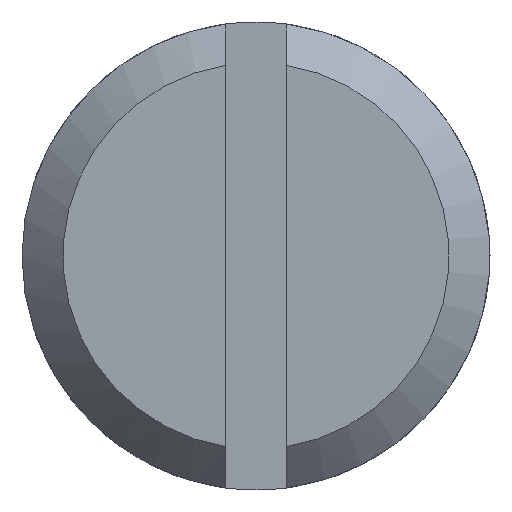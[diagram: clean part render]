
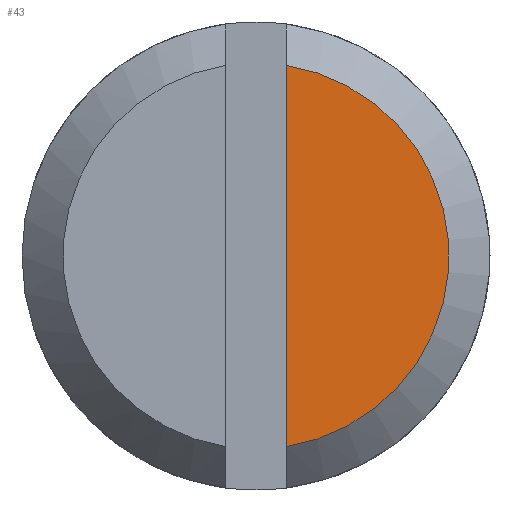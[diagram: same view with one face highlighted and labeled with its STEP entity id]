
A CAD part, left-side view. The second image highlights one B-rep face of the part: STEP entity #43.
In plain terms, the highlighted planar face has unit normal (-1, 0, 0).
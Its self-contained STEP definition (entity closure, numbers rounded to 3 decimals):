
#43 = ADVANCED_FACE( '', ( #91 ), #92, .F. );
#91 = FACE_OUTER_BOUND( '', #143, .T. );
#92 = PLANE( '', #144 );
#143 = EDGE_LOOP( '', ( #205, #206 ) );
#144 = AXIS2_PLACEMENT_3D( '', #207, #208, #209 );
#205 = ORIENTED_EDGE( '', *, *, #294, .F. );
#206 = ORIENTED_EDGE( '', *, *, #295, .F. );
#207 = CARTESIAN_POINT( '', ( 0., 0., 0. ) );
#208 = DIRECTION( '', ( 1., 0., 0. ) );
#209 = DIRECTION( '', ( 0., 1., 0. ) );
#294 = EDGE_CURVE( '', #344, #345, #346, .T. );
#295 = EDGE_CURVE( '', #345, #344, #347, .T. );
#344 = VERTEX_POINT( '', #407 );
#345 = VERTEX_POINT( '', #408 );
#346 = CIRCLE( '', #409, 5.773 );
#347 = LINE( '', #410, #411 );
#407 = CARTESIAN_POINT( '', ( 0., -0.9, 5.702 ) );
#408 = CARTESIAN_POINT( '', ( 0., -0.9, -5.702 ) );
#409 = AXIS2_PLACEMENT_3D( '', #467, #468, #469 );
#410 = CARTESIAN_POINT( '', ( 0., -0.9, -10.5 ) );
#411 = VECTOR( '', #470, 1000. );
#467 = CARTESIAN_POINT( '', ( 0., 0., 0. ) );
#468 = DIRECTION( '', ( 1., 0., 0. ) );
#469 = DIRECTION( '', ( 0., 1., 0. ) );
#470 = DIRECTION( '', ( 0., 0., 1. ) );
